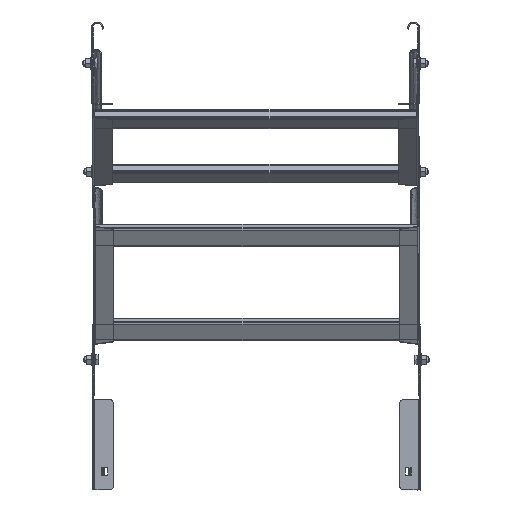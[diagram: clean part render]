
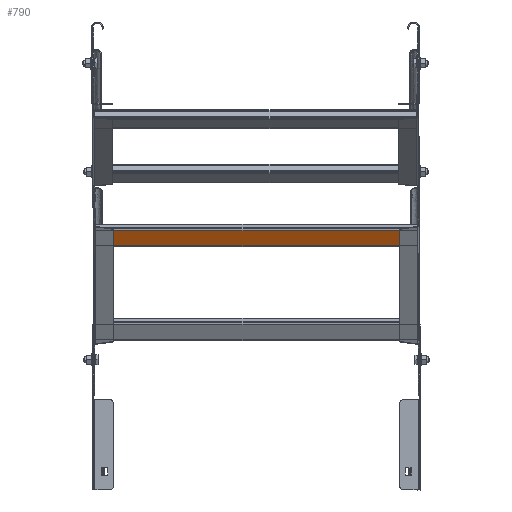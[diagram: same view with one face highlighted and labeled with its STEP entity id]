
A CAD part, front view. The second image highlights one B-rep face of the part: STEP entity #790.
In plain terms, the highlighted planar face has unit normal (0, -0.866, -0.5).
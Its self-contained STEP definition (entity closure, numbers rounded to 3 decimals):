
#790=ADVANCED_FACE('',(#2838),#32232,.T.);
#2838=FACE_OUTER_BOUND('',#4886,.T.);
#4886=EDGE_LOOP('',(#7562,#7563,#7564,#7565));
#7562=ORIENTED_EDGE('',*,*,#18157,.F.);
#7563=ORIENTED_EDGE('',*,*,#18145,.F.);
#7564=ORIENTED_EDGE('',*,*,#18156,.F.);
#7565=ORIENTED_EDGE('',*,*,#18155,.F.);
#18145=EDGE_CURVE('',#28839,#28838,#23483,.T.);
#18155=EDGE_CURVE('',#28846,#28844,#23491,.T.);
#18156=EDGE_CURVE('',#28844,#28839,#23492,.T.);
#18157=EDGE_CURVE('',#28838,#28846,#23493,.T.);
#23483=B_SPLINE_CURVE_WITH_KNOTS('',1,(#36815,#36816),.UNSPECIFIED.,.F.,
 .F.,(2,2),(-24.,0.),.UNSPECIFIED.);
#23491=B_SPLINE_CURVE_WITH_KNOTS('',1,(#36837,#36838),.UNSPECIFIED.,.F.,
 .F.,(2,2),(0.,24.),.UNSPECIFIED.);
#23492=B_SPLINE_CURVE_WITH_KNOTS('',1,(#36839,#36840),.UNSPECIFIED.,.F.,
 .F.,(2,2),(0.,395.),.UNSPECIFIED.);
#23493=B_SPLINE_CURVE_WITH_KNOTS('',1,(#36841,#36842),.UNSPECIFIED.,.F.,
 .F.,(2,2),(0.,395.),.UNSPECIFIED.);
#28838=VERTEX_POINT('',#36763);
#28839=VERTEX_POINT('',#36764);
#28844=VERTEX_POINT('',#36769);
#28846=VERTEX_POINT('',#36771);
#32232=PLANE('',#34085);
#34085=AXIS2_PLACEMENT_3D('',#36689,#35141,$);
#35141=DIRECTION('',(0.,-0.866,-0.5));
#36689=CARTESIAN_POINT('',(-221.,230.277,-178.373));
#36763=CARTESIAN_POINT('',(224.,230.277,-178.373));
#36764=CARTESIAN_POINT('',(224.,218.277,-157.589));
#36769=CARTESIAN_POINT('',(-221.,218.277,-157.589));
#36771=CARTESIAN_POINT('',(-221.,230.277,-178.373));
#36815=CARTESIAN_POINT('',(224.,218.277,-157.589));
#36816=CARTESIAN_POINT('',(224.,230.277,-178.373));
#36837=CARTESIAN_POINT('',(-221.,230.277,-178.373));
#36838=CARTESIAN_POINT('',(-221.,218.277,-157.589));
#36839=CARTESIAN_POINT('',(-221.,218.277,-157.589));
#36840=CARTESIAN_POINT('',(224.,218.277,-157.589));
#36841=CARTESIAN_POINT('',(224.,230.277,-178.373));
#36842=CARTESIAN_POINT('',(-221.,230.277,-178.373));
